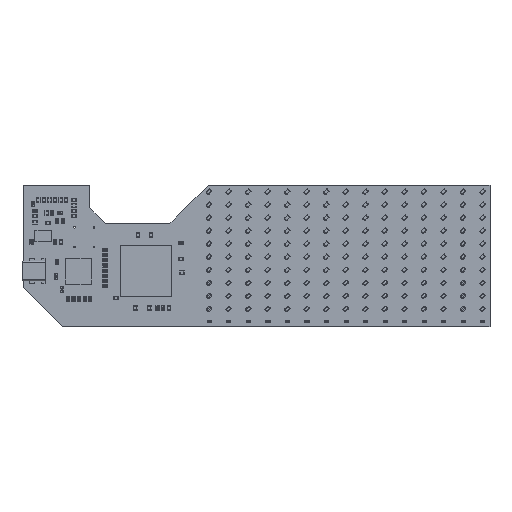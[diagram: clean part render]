
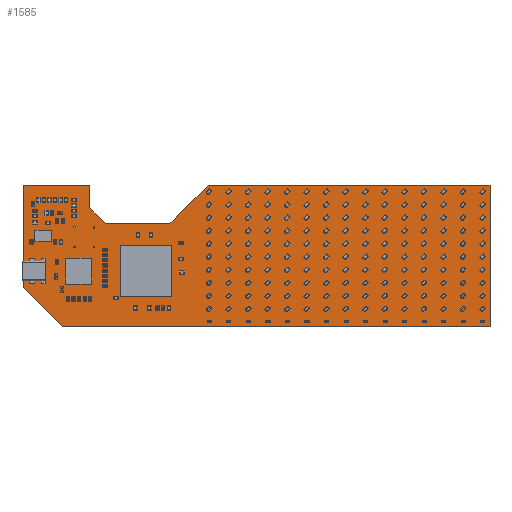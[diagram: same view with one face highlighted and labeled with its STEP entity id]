
A CAD part, top view. The second image highlights one B-rep face of the part: STEP entity #1585.
In plain terms, the highlighted planar face has unit normal (0, 0, 1).
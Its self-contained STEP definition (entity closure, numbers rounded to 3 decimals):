
#1016 = VERTEX_POINT('',#1017);
#1017 = CARTESIAN_POINT('',(68.326,112.141,1.123));
#1023 = EDGE_CURVE('',#1016,#1024,#1026,.T.);
#1024 = VERTEX_POINT('',#1025);
#1025 = CARTESIAN_POINT('',(68.326,103.251,1.123));
#1026 = LINE('',#1027,#1028);
#1027 = CARTESIAN_POINT('',(68.326,112.141,1.123));
#1028 = VECTOR('',#1029,1.);
#1029 = DIRECTION('',(0.,-1.,0.));
#1054 = EDGE_CURVE('',#1024,#1055,#1057,.T.);
#1055 = VERTEX_POINT('',#1056);
#1056 = CARTESIAN_POINT('',(74.422,97.155,1.123));
#1057 = LINE('',#1058,#1059);
#1058 = CARTESIAN_POINT('',(68.326,103.251,1.123));
#1059 = VECTOR('',#1060,1.);
#1060 = DIRECTION('',(0.707,-0.707,0.));
#1085 = EDGE_CURVE('',#1055,#1086,#1088,.T.);
#1086 = VERTEX_POINT('',#1087);
#1087 = CARTESIAN_POINT('',(99.568,97.155,1.123));
#1088 = LINE('',#1089,#1090);
#1089 = CARTESIAN_POINT('',(74.422,97.155,1.123));
#1090 = VECTOR('',#1091,1.);
#1091 = DIRECTION('',(1.,0.,0.));
#1116 = EDGE_CURVE('',#1086,#1117,#1119,.T.);
#1117 = VERTEX_POINT('',#1118);
#1118 = CARTESIAN_POINT('',(102.108,99.695,1.123));
#1119 = LINE('',#1120,#1121);
#1120 = CARTESIAN_POINT('',(99.568,97.155,1.123));
#1121 = VECTOR('',#1122,1.);
#1122 = DIRECTION('',(0.707,0.707,0.));
#1147 = EDGE_CURVE('',#1117,#1148,#1150,.T.);
#1148 = VERTEX_POINT('',#1149);
#1149 = CARTESIAN_POINT('',(114.554,112.141,1.123));
#1150 = LINE('',#1151,#1152);
#1151 = CARTESIAN_POINT('',(102.108,99.695,1.123));
#1152 = VECTOR('',#1153,1.);
#1153 = DIRECTION('',(0.707,0.707,0.));
#1178 = EDGE_CURVE('',#1148,#1179,#1181,.T.);
#1179 = VERTEX_POINT('',#1180);
#1180 = CARTESIAN_POINT('',(224.409,112.141,1.123));
#1181 = LINE('',#1182,#1183);
#1182 = CARTESIAN_POINT('',(114.554,112.141,1.123));
#1183 = VECTOR('',#1184,1.);
#1184 = DIRECTION('',(1.,0.,0.));
#1209 = EDGE_CURVE('',#1179,#1210,#1212,.T.);
#1210 = VERTEX_POINT('',#1211);
#1211 = CARTESIAN_POINT('',(224.409,56.769,1.123));
#1212 = LINE('',#1213,#1214);
#1213 = CARTESIAN_POINT('',(224.409,112.141,1.123));
#1214 = VECTOR('',#1215,1.);
#1215 = DIRECTION('',(0.,-1.,0.));
#1240 = EDGE_CURVE('',#1210,#1241,#1243,.T.);
#1241 = VERTEX_POINT('',#1242);
#1242 = CARTESIAN_POINT('',(57.785,56.769,1.123));
#1243 = LINE('',#1244,#1245);
#1244 = CARTESIAN_POINT('',(224.409,56.769,1.123));
#1245 = VECTOR('',#1246,1.);
#1246 = DIRECTION('',(-1.,0.,0.));
#1271 = EDGE_CURVE('',#1241,#1272,#1274,.T.);
#1272 = VERTEX_POINT('',#1273);
#1273 = CARTESIAN_POINT('',(42.545,72.009,1.123));
#1274 = LINE('',#1275,#1276);
#1275 = CARTESIAN_POINT('',(57.785,56.769,1.123));
#1276 = VECTOR('',#1277,1.);
#1277 = DIRECTION('',(-0.707,0.707,0.));
#1302 = EDGE_CURVE('',#1272,#1303,#1305,.T.);
#1303 = VERTEX_POINT('',#1304);
#1304 = CARTESIAN_POINT('',(42.545,112.141,1.123));
#1305 = LINE('',#1306,#1307);
#1306 = CARTESIAN_POINT('',(42.545,72.009,1.123));
#1307 = VECTOR('',#1308,1.);
#1308 = DIRECTION('',(0.,1.,0.));
#1333 = EDGE_CURVE('',#1303,#1016,#1334,.T.);
#1334 = LINE('',#1335,#1336);
#1335 = CARTESIAN_POINT('',(42.545,112.141,1.123));
#1336 = VECTOR('',#1337,1.);
#1337 = DIRECTION('',(1.,0.,0.));
#1357 = VERTEX_POINT('',#1358);
#1358 = CARTESIAN_POINT('',(48.223,76.372,1.123));
#1364 = EDGE_CURVE('',#1357,#1357,#1365,.T.);
#1365 = CIRCLE('',#1366,0.45);
#1366 = AXIS2_PLACEMENT_3D('',#1367,#1368,#1369);
#1367 = CARTESIAN_POINT('',(47.773,76.372,1.123));
#1368 = DIRECTION('',(0.,0.,1.));
#1369 = DIRECTION('',(1.,0.,0.));
#1390 = VERTEX_POINT('',#1391);
#1391 = CARTESIAN_POINT('',(48.223,80.772,1.123));
#1397 = EDGE_CURVE('',#1390,#1390,#1398,.T.);
#1398 = CIRCLE('',#1399,0.45);
#1399 = AXIS2_PLACEMENT_3D('',#1400,#1401,#1402);
#1400 = CARTESIAN_POINT('',(47.773,80.772,1.123));
#1401 = DIRECTION('',(0.,0.,1.));
#1402 = DIRECTION('',(1.,0.,0.));
#1423 = VERTEX_POINT('',#1424);
#1424 = CARTESIAN_POINT('',(62.696,88.011,1.123));
#1430 = EDGE_CURVE('',#1423,#1423,#1431,.T.);
#1431 = CIRCLE('',#1432,0.318);
#1432 = AXIS2_PLACEMENT_3D('',#1433,#1434,#1435);
#1433 = CARTESIAN_POINT('',(62.378,88.011,1.123));
#1434 = DIRECTION('',(0.,0.,1.));
#1435 = DIRECTION('',(1.,0.,0.));
#1456 = VERTEX_POINT('',#1457);
#1457 = CARTESIAN_POINT('',(70.316,88.011,1.123));
#1463 = EDGE_CURVE('',#1456,#1456,#1464,.T.);
#1464 = CIRCLE('',#1465,0.318);
#1465 = AXIS2_PLACEMENT_3D('',#1466,#1467,#1468);
#1466 = CARTESIAN_POINT('',(69.998,88.011,1.123));
#1467 = DIRECTION('',(0.,0.,1.));
#1468 = DIRECTION('',(1.,0.,0.));
#1489 = VERTEX_POINT('',#1490);
#1490 = CARTESIAN_POINT('',(62.696,95.631,1.123));
#1496 = EDGE_CURVE('',#1489,#1489,#1497,.T.);
#1497 = CIRCLE('',#1498,0.318);
#1498 = AXIS2_PLACEMENT_3D('',#1499,#1500,#1501);
#1499 = CARTESIAN_POINT('',(62.378,95.631,1.123));
#1500 = DIRECTION('',(0.,0.,1.));
#1501 = DIRECTION('',(1.,0.,0.));
#1522 = VERTEX_POINT('',#1523);
#1523 = CARTESIAN_POINT('',(70.316,95.631,1.123));
#1529 = EDGE_CURVE('',#1522,#1522,#1530,.T.);
#1530 = CIRCLE('',#1531,0.318);
#1531 = AXIS2_PLACEMENT_3D('',#1532,#1533,#1534);
#1532 = CARTESIAN_POINT('',(69.998,95.631,1.123));
#1533 = DIRECTION('',(0.,0.,1.));
#1534 = DIRECTION('',(1.,0.,0.));
#1585 = ADVANCED_FACE('',(#1586,#1599,#1602,#1605,#1608,#1611,#1614),
  #1617,.F.);
#1586 = FACE_BOUND('',#1587,.F.);
#1587 = EDGE_LOOP('',(#1588,#1589,#1590,#1591,#1592,#1593,#1594,#1595,
    #1596,#1597,#1598));
#1588 = ORIENTED_EDGE('',*,*,#1023,.T.);
#1589 = ORIENTED_EDGE('',*,*,#1054,.T.);
#1590 = ORIENTED_EDGE('',*,*,#1085,.T.);
#1591 = ORIENTED_EDGE('',*,*,#1116,.T.);
#1592 = ORIENTED_EDGE('',*,*,#1147,.T.);
#1593 = ORIENTED_EDGE('',*,*,#1178,.T.);
#1594 = ORIENTED_EDGE('',*,*,#1209,.T.);
#1595 = ORIENTED_EDGE('',*,*,#1240,.T.);
#1596 = ORIENTED_EDGE('',*,*,#1271,.T.);
#1597 = ORIENTED_EDGE('',*,*,#1302,.T.);
#1598 = ORIENTED_EDGE('',*,*,#1333,.T.);
#1599 = FACE_BOUND('',#1600,.F.);
#1600 = EDGE_LOOP('',(#1601));
#1601 = ORIENTED_EDGE('',*,*,#1364,.T.);
#1602 = FACE_BOUND('',#1603,.F.);
#1603 = EDGE_LOOP('',(#1604));
#1604 = ORIENTED_EDGE('',*,*,#1397,.T.);
#1605 = FACE_BOUND('',#1606,.F.);
#1606 = EDGE_LOOP('',(#1607));
#1607 = ORIENTED_EDGE('',*,*,#1430,.T.);
#1608 = FACE_BOUND('',#1609,.F.);
#1609 = EDGE_LOOP('',(#1610));
#1610 = ORIENTED_EDGE('',*,*,#1463,.T.);
#1611 = FACE_BOUND('',#1612,.F.);
#1612 = EDGE_LOOP('',(#1613));
#1613 = ORIENTED_EDGE('',*,*,#1496,.T.);
#1614 = FACE_BOUND('',#1615,.F.);
#1615 = EDGE_LOOP('',(#1616));
#1616 = ORIENTED_EDGE('',*,*,#1529,.T.);
#1617 = PLANE('',#1618);
#1618 = AXIS2_PLACEMENT_3D('',#1619,#1620,#1621);
#1619 = CARTESIAN_POINT('',(68.326,112.141,1.123));
#1620 = DIRECTION('',(0.,0.,-1.));
#1621 = DIRECTION('',(-1.,0.,0.));
